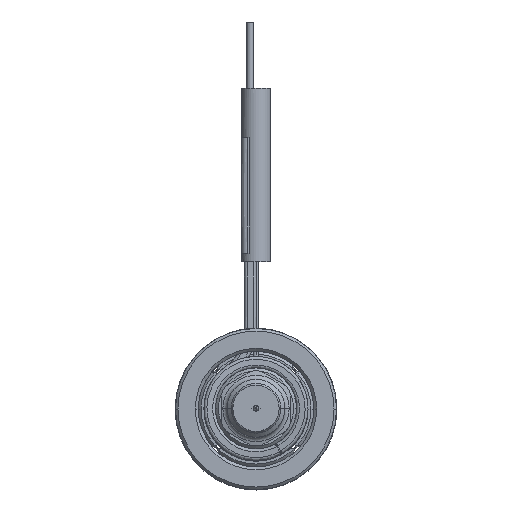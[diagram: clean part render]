
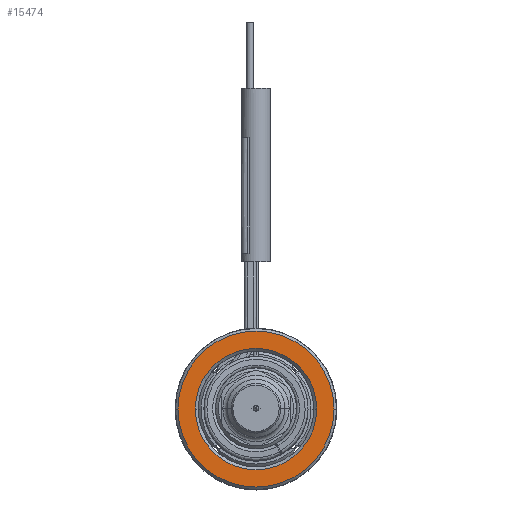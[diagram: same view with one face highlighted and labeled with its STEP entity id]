
A CAD part, top view. The second image highlights one B-rep face of the part: STEP entity #15474.
In plain terms, the highlighted planar face has unit normal (0, 0, 1).
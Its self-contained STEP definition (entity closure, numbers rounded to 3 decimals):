
#5068=CARTESIAN_POINT('',(0.,0.,22.));
#5069=DIRECTION('',(0.,0.,-1.));
#5070=DIRECTION('',(-1.,0.,0.));
#5071=AXIS2_PLACEMENT_3D('',#5068,#5069,#5070);
#5082=CARTESIAN_POINT('',(0.,0.,
22.));
#5083=DIRECTION('',(0.,0.,-1.));
#5084=DIRECTION('',(1.,0.,0.));
#5085=AXIS2_PLACEMENT_3D('',#5082,#5083,#5084);
#5096=CARTESIAN_POINT('',(0.,0.,
22.));
#5097=DIRECTION('',(0.,0.,-1.));
#5098=DIRECTION('',(1.,0.,0.));
#5099=AXIS2_PLACEMENT_3D('',#5096,#5097,#5098);
#5110=CARTESIAN_POINT('',(0.,0.,
22.));
#5111=DIRECTION('',(0.,0.,-1.));
#5112=DIRECTION('',(-1.,0.,0.));
#5113=AXIS2_PLACEMENT_3D('',#5110,#5111,#5112);
#6897=CARTESIAN_POINT('',(13.5,0.,22.));
#6898=CARTESIAN_POINT('',(-13.5,0.,22.));
#6899=VERTEX_POINT('',#6897);
#6900=VERTEX_POINT('',#6898);
#6901=CARTESIAN_POINT('',(10.5,0.,22.));
#6902=CARTESIAN_POINT('',(-10.5,0.,22.));
#6903=VERTEX_POINT('',#6901);
#6904=VERTEX_POINT('',#6902);
#15459=CARTESIAN_POINT('',(0.,0.,22.));
#15460=DIRECTION('',(0.,0.,1.));
#15461=DIRECTION('',(-1.,0.,0.));
#15462=AXIS2_PLACEMENT_3D('',#15459,#15460,#15461);
#15463=PLANE('',#15462);
#15464=ORIENTED_EDGE('',*,*,#15441,.T.);
#15465=ORIENTED_EDGE('',*,*,#15426,.T.);
#15466=EDGE_LOOP('',(#15464,#15465));
#15467=FACE_OUTER_BOUND('',#15466,.F.);
#15469=ORIENTED_EDGE('',*,*,#15468,.F.);
#15471=ORIENTED_EDGE('',*,*,#15470,.F.);
#15472=EDGE_LOOP('',(#15469,#15471));
#15473=FACE_BOUND('',#15472,.F.);
#5072=CIRCLE('',#5071,13.5);
#5086=CIRCLE('',#5085,13.5);
#5100=CIRCLE('',#5099,10.5);
#5114=CIRCLE('',#5113,10.5);
#15426=EDGE_CURVE('',#6900,#6899,#5072,.T.);
#15441=EDGE_CURVE('',#6899,#6900,#5086,.T.);
#15468=EDGE_CURVE('',#6903,#6904,#5100,.T.);
#15470=EDGE_CURVE('',#6904,#6903,#5114,.T.);
#15474=ADVANCED_FACE('',(#15467,#15473),#15463,.T.);
